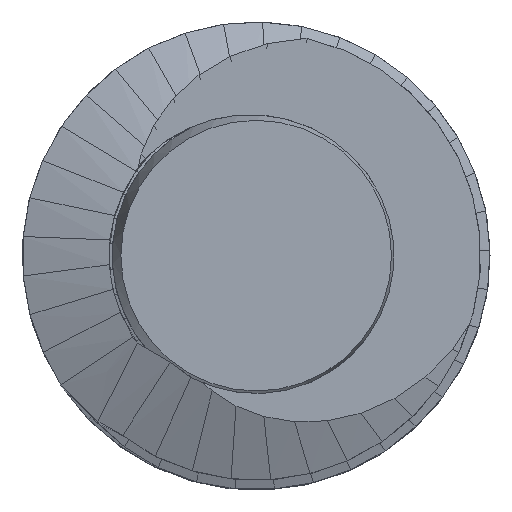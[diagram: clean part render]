
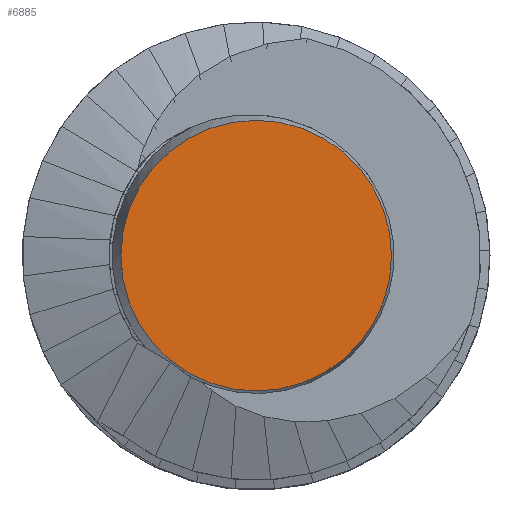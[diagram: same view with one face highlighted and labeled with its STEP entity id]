
A CAD part, top view. The second image highlights one B-rep face of the part: STEP entity #6885.
In plain terms, the highlighted planar face has unit normal (0, 0, 1).
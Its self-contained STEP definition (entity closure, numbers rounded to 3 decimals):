
#928 = CONICAL_SURFACE('',#929,2.1,0.024);
#929 = AXIS2_PLACEMENT_3D('',#930,#931,#932);
#930 = CARTESIAN_POINT('',(0.,0.,3.441));
#931 = DIRECTION('',(0.,0.,1.));
#932 = DIRECTION('',(1.,0.,-0.));
#3793 = VERTEX_POINT('',#3794);
#3794 = CARTESIAN_POINT('',(2.11,0.,3.85));
#3817 = EDGE_CURVE('',#3793,#3793,#3818,.T.);
#3818 = SURFACE_CURVE('',#3819,(#3824,#3831),.PCURVE_S1.);
#3819 = CIRCLE('',#3820,2.11);
#3820 = AXIS2_PLACEMENT_3D('',#3821,#3822,#3823);
#3821 = CARTESIAN_POINT('',(0.,0.,3.85));
#3822 = DIRECTION('',(0.,0.,1.));
#3823 = DIRECTION('',(1.,0.,-0.));
#3824 = PCURVE('',#928,#3825);
#3825 = DEFINITIONAL_REPRESENTATION('',(#3826),#3830);
#3826 = LINE('',#3827,#3828);
#3827 = CARTESIAN_POINT('',(0.,0.409));
#3828 = VECTOR('',#3829,1.);
#3829 = DIRECTION('',(1.,0.));
#3830 = ( GEOMETRIC_REPRESENTATION_CONTEXT(2) 
PARAMETRIC_REPRESENTATION_CONTEXT() REPRESENTATION_CONTEXT('2D SPACE',''
  ) );
#3831 = PCURVE('',#3832,#3837);
#3832 = PLANE('',#3833);
#3833 = AXIS2_PLACEMENT_3D('',#3834,#3835,#3836);
#3834 = CARTESIAN_POINT('',(-7.,-7.,3.85));
#3835 = DIRECTION('',(0.,0.,1.));
#3836 = DIRECTION('',(1.,0.,0.));
#3837 = DEFINITIONAL_REPRESENTATION('',(#3838),#3842);
#3838 = CIRCLE('',#3839,2.11);
#3839 = AXIS2_PLACEMENT_2D('',#3840,#3841);
#3840 = CARTESIAN_POINT('',(7.,7.));
#3841 = DIRECTION('',(1.,0.));
#3842 = ( GEOMETRIC_REPRESENTATION_CONTEXT(2) 
PARAMETRIC_REPRESENTATION_CONTEXT() REPRESENTATION_CONTEXT('2D SPACE',''
  ) );
#6885 = ADVANCED_FACE('',(#6886),#3832,.T.);
#6886 = FACE_BOUND('',#6887,.T.);
#6887 = EDGE_LOOP('',(#6888));
#6888 = ORIENTED_EDGE('',*,*,#3817,.T.);
